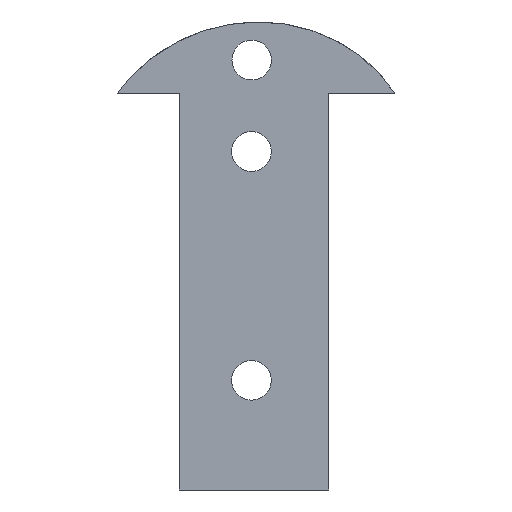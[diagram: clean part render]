
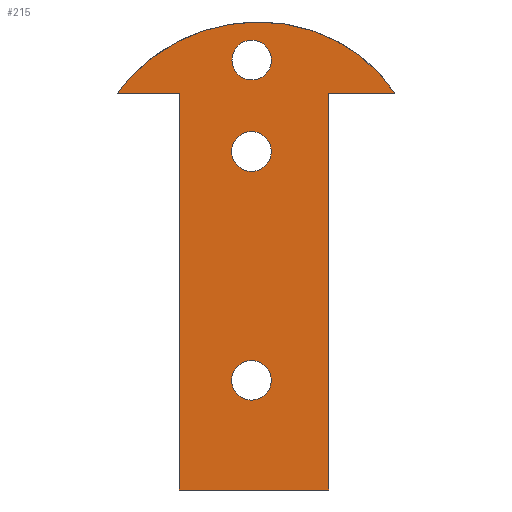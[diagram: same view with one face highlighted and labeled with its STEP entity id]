
A CAD part, left-side view. The second image highlights one B-rep face of the part: STEP entity #215.
In plain terms, the highlighted planar face has unit normal (-1, 0, 0).
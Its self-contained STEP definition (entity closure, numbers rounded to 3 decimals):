
#18=FACE_BOUND('',#56,.T.);
#19=FACE_BOUND('',#57,.T.);
#20=FACE_BOUND('',#58,.T.);
#21=ELLIPSE('',#243,12.756,12.159);
#30=PLANE('',#247);
#41=FACE_OUTER_BOUND('',#55,.T.);
#55=EDGE_LOOP('',(#193,#194,#195,#196,#197,#198));
#56=EDGE_LOOP('',(#199));
#57=EDGE_LOOP('',(#200));
#58=EDGE_LOOP('',(#201));
#62=LINE('',#327,#81);
#66=LINE('',#335,#85);
#69=LINE('',#341,#88);
#72=LINE('',#347,#91);
#76=LINE('',#363,#95);
#81=VECTOR('',#273,10.);
#85=VECTOR('',#279,10.);
#88=VECTOR('',#284,10.);
#91=VECTOR('',#289,10.);
#95=VECTOR('',#299,10.);
#97=CIRCLE('',#231,1.5);
#99=CIRCLE('',#234,1.5);
#101=CIRCLE('',#237,1.5);
#103=VERTEX_POINT('',#307);
#105=VERTEX_POINT('',#313);
#107=VERTEX_POINT('',#319);
#109=VERTEX_POINT('',#325);
#110=VERTEX_POINT('',#326);
#113=VERTEX_POINT('',#334);
#115=VERTEX_POINT('',#340);
#117=VERTEX_POINT('',#346);
#119=VERTEX_POINT('',#357);
#121=EDGE_CURVE('',#103,#103,#97,.T.);
#124=EDGE_CURVE('',#105,#105,#99,.T.);
#127=EDGE_CURVE('',#107,#107,#101,.T.);
#130=EDGE_CURVE('',#109,#110,#62,.T.);
#134=EDGE_CURVE('',#110,#113,#66,.T.);
#137=EDGE_CURVE('',#113,#115,#69,.T.);
#140=EDGE_CURVE('',#115,#117,#72,.T.);
#143=EDGE_CURVE('',#117,#119,#21,.T.);
#146=EDGE_CURVE('',#109,#119,#76,.T.);
#193=ORIENTED_EDGE('',*,*,#146,.F.);
#194=ORIENTED_EDGE('',*,*,#130,.T.);
#195=ORIENTED_EDGE('',*,*,#134,.T.);
#196=ORIENTED_EDGE('',*,*,#137,.T.);
#197=ORIENTED_EDGE('',*,*,#140,.T.);
#198=ORIENTED_EDGE('',*,*,#143,.T.);
#199=ORIENTED_EDGE('',*,*,#127,.F.);
#200=ORIENTED_EDGE('',*,*,#124,.F.);
#201=ORIENTED_EDGE('',*,*,#121,.F.);
#215=ADVANCED_FACE('',(#41,#18,#19,#20),#30,.F.);
#231=AXIS2_PLACEMENT_3D('',#308,#252,#253);
#234=AXIS2_PLACEMENT_3D('',#314,#259,#260);
#237=AXIS2_PLACEMENT_3D('',#320,#266,#267);
#243=AXIS2_PLACEMENT_3D('',#358,#292,#293);
#247=AXIS2_PLACEMENT_3D('',#366,#303,#304);
#252=DIRECTION('center_axis',(-1.,0.,0.));
#253=DIRECTION('ref_axis',(0.,1.,0.));
#259=DIRECTION('center_axis',(-1.,0.,0.));
#260=DIRECTION('ref_axis',(0.,1.,0.));
#266=DIRECTION('center_axis',(-1.,0.,0.));
#267=DIRECTION('ref_axis',(0.,1.,0.));
#273=DIRECTION('',(0.,0.,-1.));
#279=DIRECTION('',(0.,-1.,0.));
#284=DIRECTION('',(0.,0.,1.));
#289=DIRECTION('',(0.,-1.,0.));
#292=DIRECTION('center_axis',(-1.,0.,0.));
#293=DIRECTION('ref_axis',(0.,0.933,-0.36));
#299=DIRECTION('',(0.,1.,0.));
#303=DIRECTION('center_axis',(1.,0.,0.));
#304=DIRECTION('ref_axis',(0.,1.,0.));
#307=CARTESIAN_POINT('',(229.557,29.872,27.753));
#308=CARTESIAN_POINT('Origin',(229.557,31.372,27.753));
#313=CARTESIAN_POINT('',(229.557,29.846,34.66));
#314=CARTESIAN_POINT('Origin',(229.557,31.346,34.66));
#319=CARTESIAN_POINT('',(229.557,29.872,10.453));
#320=CARTESIAN_POINT('Origin',(229.557,31.372,10.453));
#325=CARTESIAN_POINT('',(229.557,36.822,32.16));
#326=CARTESIAN_POINT('',(229.557,36.822,2.16));
#327=CARTESIAN_POINT('',(229.557,36.822,32.16));
#334=CARTESIAN_POINT('',(229.557,25.525,2.16));
#335=CARTESIAN_POINT('',(229.557,36.822,2.16));
#340=CARTESIAN_POINT('',(229.557,25.525,32.16));
#341=CARTESIAN_POINT('',(229.557,25.525,2.16));
#346=CARTESIAN_POINT('',(229.557,20.525,32.16));
#347=CARTESIAN_POINT('',(229.557,25.525,32.16));
#357=CARTESIAN_POINT('',(229.557,41.525,32.16));
#358=CARTESIAN_POINT('Origin',(229.557,31.254,25.307));
#363=CARTESIAN_POINT('',(229.557,36.822,32.16));
#366=CARTESIAN_POINT('Origin',(229.557,31.025,24.66));
